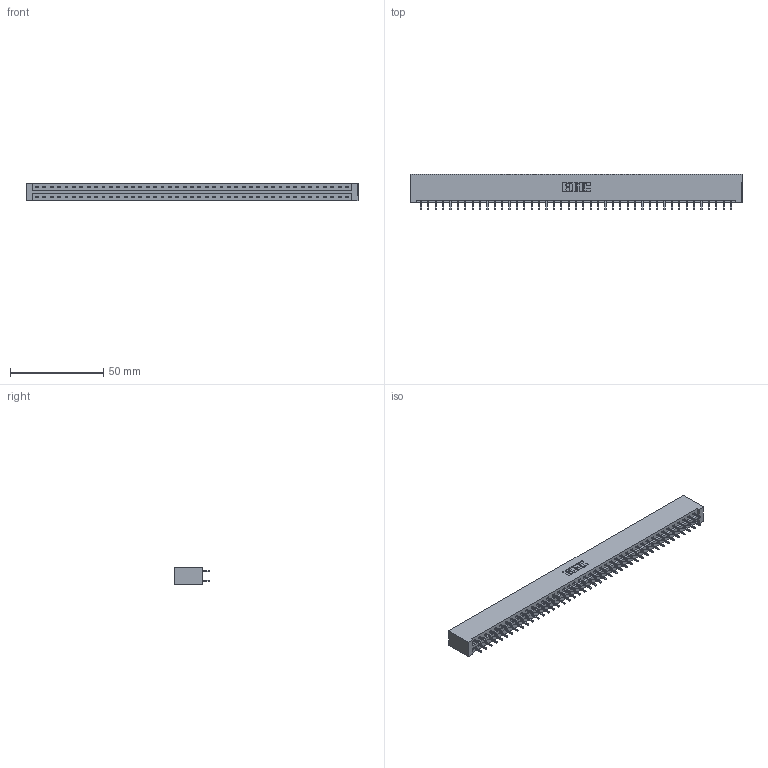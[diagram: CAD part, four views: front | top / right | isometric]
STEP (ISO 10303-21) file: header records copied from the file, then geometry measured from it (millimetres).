
FILE_DESCRIPTION (( 'STEP AP203' ), '1' );
FILE_NAME ('337-086-521-201.STEP', '2019-10-10T14:42:51', ( '' ), ( '' ), 'SwSTEP 2.0', 'SolidWorks 2016', '' );
FILE_SCHEMA (( 'CONFIG_CONTROL_DESIGN' ));
Length unit declared in the file: inch
Products named in the file (3): 337 Part_No Mounting Lugs; 337-086-521-201; 345-292-001_345-293-121
Assembly tree (87 placements, depth 2):
  337-086-521-201
    337 Part_No Mounting Lugs
    345-292-001_345-293-121  x86
Bounding box: 178.26 x 19.06 x 9.4 mm (x, y, z)
Volume: 19525.1 mm3; surface area: 21884 mm2
Topology: 87 solids, 87 shells, 4750 faces, 14133 edges, 9306 vertices
Faces by surface type: plane 3334, cylinder 1416
Entity records: 32951 total; most frequent: CARTESIAN_POINT 5550, ORIENTED_EDGE 5486, DIRECTION 4711, EDGE_CURVE 2743, LINE 2623, VECTOR 2623, VERTEX_POINT 1826, AXIS2_PLACEMENT_3D 1044
